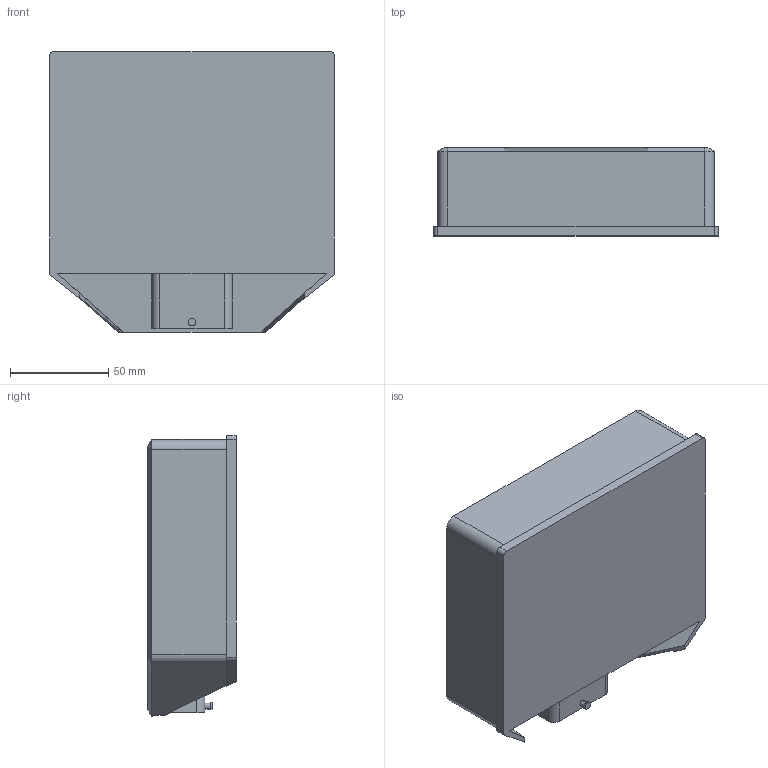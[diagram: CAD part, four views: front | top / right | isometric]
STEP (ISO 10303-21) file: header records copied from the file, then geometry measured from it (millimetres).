
FILE_DESCRIPTION (( 'STEP AP203' ), '1' );
FILE_NAME ('Modem M imprimable.STEP', '2024-03-07T14:50:57', ( '' ), ( '' ), 'SwSTEP 2.0', 'SolidWorks 2022', '' );
FILE_SCHEMA (( 'CONFIG_CONTROL_DESIGN' ));
Length unit declared in the file: millimetre
Products named in the file (1): Modem M imprimable
Bounding box: 145 x 45 x 143 mm (x, y, z)
Volume: 713087.8 mm3; surface area: 73770.3 mm2
Topology: 1 solids, 1 shells, 282 faces, 644 edges, 422 vertices
Faces by surface type: plane 159, cylinder 115, cone 4, bspline 4
Entity records: 8275 total; most frequent: CARTESIAN_POINT 1713, DIRECTION 1376, ORIENTED_EDGE 1288, EDGE_CURVE 644, AXIS2_PLACEMENT_3D 491, VERTEX_POINT 422, VECTOR 394, LINE 394
